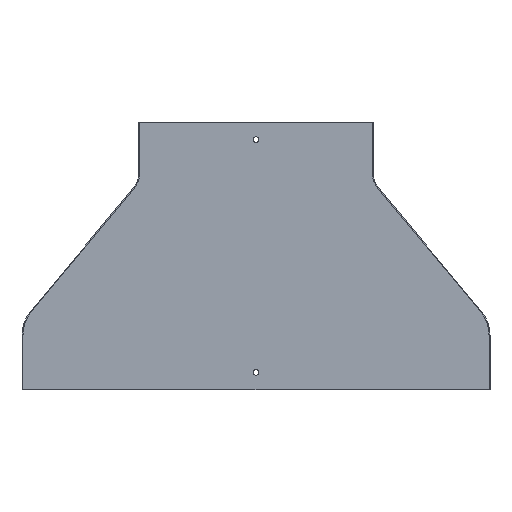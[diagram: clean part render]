
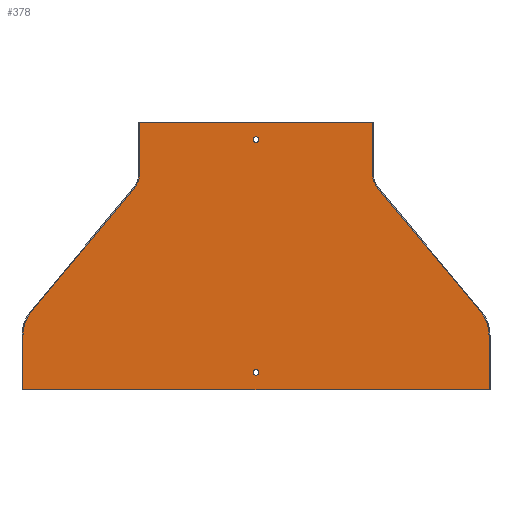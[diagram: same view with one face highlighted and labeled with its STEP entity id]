
A CAD part, front view. The second image highlights one B-rep face of the part: STEP entity #378.
In plain terms, the highlighted planar face has unit normal (0, -1, 0).
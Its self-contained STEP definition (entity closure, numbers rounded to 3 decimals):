
#35 = LINE ( 'NONE', #769, #38 ) ;
#38 = VECTOR ( 'NONE', #770, 1000. ) ;
#55 = LINE ( 'NONE', #814, #67 ) ;
#62 = LINE ( 'NONE', #818, #69 ) ;
#64 = CIRCLE ( 'NONE', #711, 2.5 ) ;
#65 = CIRCLE ( 'NONE', #712, 2.5 ) ;
#66 = CIRCLE ( 'NONE', #713, 18.8 ) ;
#67 = VECTOR ( 'NONE', #806, 1000. ) ;
#68 = CIRCLE ( 'NONE', #714, 18.8 ) ;
#69 = VECTOR ( 'NONE', #819, 1000. ) ;
#70 = LINE ( 'NONE', #799, #72 ) ;
#71 = CIRCLE ( 'NONE', #715, 31.2 ) ;
#72 = VECTOR ( 'NONE', #810, 1000. ) ;
#73 = LINE ( 'NONE', #820, #75 ) ;
#74 = LINE ( 'NONE', #830, #77 ) ;
#75 = VECTOR ( 'NONE', #821, 1000. ) ;
#76 = CIRCLE ( 'NONE', #716, 31.2 ) ;
#77 = VECTOR ( 'NONE', #831, 1000. ) ;
#78 = LINE ( 'NONE', #825, #80 ) ;
#80 = VECTOR ( 'NONE', #826, 1000. ) ;
#124 = VERTEX_POINT ( 'NONE', #888 ) ;
#125 = VERTEX_POINT ( 'NONE', #889 ) ;
#171 = VERTEX_POINT ( 'NONE', #594 ) ;
#186 = DIRECTION ( 'NONE',  ( 1., 0., 0. ) ) ;
#190 = ORIENTED_EDGE ( 'NONE', *, *, #639, .T. ) ;
#191 = ORIENTED_EDGE ( 'NONE', *, *, #638, .T. ) ;
#192 = ORIENTED_EDGE ( 'NONE', *, *, #637, .T. ) ;
#193 = ORIENTED_EDGE ( 'NONE', *, *, #636, .T. ) ;
#283 = EDGE_LOOP ( 'NONE', ( #192 ) ) ;
#289 = EDGE_LOOP ( 'NONE', ( #191, #190, #961, #960, #942, #940, #944, #935, #957, #969, #968, #966 ) ) ;
#295 = EDGE_LOOP ( 'NONE', ( #193 ) ) ;
#328 = VERTEX_POINT ( 'NONE', #476 ) ;
#329 = VERTEX_POINT ( 'NONE', #469 ) ;
#330 = VERTEX_POINT ( 'NONE', #465 ) ;
#332 = VERTEX_POINT ( 'NONE', #464 ) ;
#336 = VERTEX_POINT ( 'NONE', #455 ) ;
#337 = VERTEX_POINT ( 'NONE', #451 ) ;
#340 = VERTEX_POINT ( 'NONE', #579 ) ;
#341 = VERTEX_POINT ( 'NONE', #578 ) ;
#342 = VERTEX_POINT ( 'NONE', #577 ) ;
#344 = VERTEX_POINT ( 'NONE', #575 ) ;
#369 = VECTOR ( 'NONE', #186, 1000. ) ;
#373 = LINE ( 'NONE', #471, #369 ) ;
#378 = ADVANCED_FACE ( 'NONE', ( #425, #416, #427 ), #527, .F. ) ;
#416 = FACE_BOUND ( 'NONE', #283, .T. ) ;
#425 = FACE_BOUND ( 'NONE', #295, .T. ) ;
#427 = FACE_OUTER_BOUND ( 'NONE', #289, .T. ) ;
#429 = VERTEX_POINT ( 'NONE', #518 ) ;
#451 = CARTESIAN_POINT ( 'NONE',  ( 200.2, 0., -182.965 ) ) ;
#455 = CARTESIAN_POINT ( 'NONE',  ( 104.557, 0., -56.898 ) ) ;
#464 = CARTESIAN_POINT ( 'NONE',  ( -100.2, 0., -44.863 ) ) ;
#465 = CARTESIAN_POINT ( 'NONE',  ( 100.2, 0., -44.863 ) ) ;
#469 = CARTESIAN_POINT ( 'NONE',  ( -200.2, 0., -230. ) ) ;
#471 = CARTESIAN_POINT ( 'NONE',  ( -101., 0., 0. ) ) ;
#476 = CARTESIAN_POINT ( 'NONE',  ( 200.2, 0., -230. ) ) ;
#481 = CARTESIAN_POINT ( 'NONE',  ( -119., 0., -44.863 ) ) ;
#518 = CARTESIAN_POINT ( 'NONE',  ( -100.2, 0., 0. ) ) ;
#525 = DIRECTION ( 'NONE',  ( 0., 0., 1. ) ) ;
#527 = PLANE ( 'NONE',  #677 ) ;
#551 = DIRECTION ( 'NONE',  ( 0., 1., 0. ) ) ;
#575 = CARTESIAN_POINT ( 'NONE',  ( 192.969, 0., -162.991 ) ) ;
#577 = CARTESIAN_POINT ( 'NONE',  ( -200.2, 0., -182.965 ) ) ;
#578 = CARTESIAN_POINT ( 'NONE',  ( -192.969, 0., -162.991 ) ) ;
#579 = CARTESIAN_POINT ( 'NONE',  ( -104.557, 0., -56.898 ) ) ;
#594 = CARTESIAN_POINT ( 'NONE',  ( 100.2, 0., 0. ) ) ;
#601 = EDGE_CURVE ( 'NONE', #429, #171, #373, .T. ) ;
#620 = EDGE_CURVE ( 'NONE', #328, #329, #35, .T. ) ;
#636 = EDGE_CURVE ( 'NONE', #124, #124, #64, .T. ) ;
#637 = EDGE_CURVE ( 'NONE', #125, #125, #65, .T. ) ;
#638 = EDGE_CURVE ( 'NONE', #336, #330, #66, .T. ) ;
#639 = EDGE_CURVE ( 'NONE', #330, #171, #55, .T. ) ;
#640 = EDGE_CURVE ( 'NONE', #429, #332, #62, .T. ) ;
#641 = EDGE_CURVE ( 'NONE', #332, #340, #68, .T. ) ;
#642 = EDGE_CURVE ( 'NONE', #340, #341, #70, .T. ) ;
#643 = EDGE_CURVE ( 'NONE', #341, #342, #71, .T. ) ;
#644 = EDGE_CURVE ( 'NONE', #342, #329, #73, .T. ) ;
#645 = EDGE_CURVE ( 'NONE', #328, #337, #74, .T. ) ;
#646 = EDGE_CURVE ( 'NONE', #337, #344, #76, .T. ) ;
#647 = EDGE_CURVE ( 'NONE', #344, #336, #78, .T. ) ;
#677 = AXIS2_PLACEMENT_3D ( 'NONE', #481, #551, #525 ) ;
#711 = AXIS2_PLACEMENT_3D ( 'NONE', #807, #808, #809 ) ;
#712 = AXIS2_PLACEMENT_3D ( 'NONE', #811, #812, #813 ) ;
#713 = AXIS2_PLACEMENT_3D ( 'NONE', #815, #816, #817 ) ;
#714 = AXIS2_PLACEMENT_3D ( 'NONE', #822, #823, #824 ) ;
#715 = AXIS2_PLACEMENT_3D ( 'NONE', #827, #828, #829 ) ;
#716 = AXIS2_PLACEMENT_3D ( 'NONE', #833, #834, #835 ) ;
#769 = CARTESIAN_POINT ( 'NONE',  ( -201., 0., -230. ) ) ;
#770 = DIRECTION ( 'NONE',  ( -1., 0., 0. ) ) ;
#799 = CARTESIAN_POINT ( 'NONE',  ( -104.557, 0., -56.898 ) ) ;
#806 = DIRECTION ( 'NONE',  ( 0., 0., 1. ) ) ;
#807 = CARTESIAN_POINT ( 'NONE',  ( 0., 0., -15. ) ) ;
#808 = DIRECTION ( 'NONE',  ( 0., 1., 0. ) ) ;
#809 = DIRECTION ( 'NONE',  ( 0., 0., 1. ) ) ;
#810 = DIRECTION ( 'NONE',  ( -0.64, 0., -0.768 ) ) ;
#811 = CARTESIAN_POINT ( 'NONE',  ( 0., 0., -215. ) ) ;
#812 = DIRECTION ( 'NONE',  ( 0., 1., 0. ) ) ;
#813 = DIRECTION ( 'NONE',  ( 0., 0., 1. ) ) ;
#814 = CARTESIAN_POINT ( 'NONE',  ( 100.2, 0., -44.863 ) ) ;
#815 = CARTESIAN_POINT ( 'NONE',  ( 119., 0., -44.863 ) ) ;
#816 = DIRECTION ( 'NONE',  ( 0., 1., 0. ) ) ;
#817 = DIRECTION ( 'NONE',  ( 0., 0., 1. ) ) ;
#818 = CARTESIAN_POINT ( 'NONE',  ( -100.2, 0., -44.863 ) ) ;
#819 = DIRECTION ( 'NONE',  ( 0., 0., -1. ) ) ;
#820 = CARTESIAN_POINT ( 'NONE',  ( -200.2, 0., -44.863 ) ) ;
#821 = DIRECTION ( 'NONE',  ( 0., 0., -1. ) ) ;
#822 = CARTESIAN_POINT ( 'NONE',  ( -119., 0., -44.863 ) ) ;
#823 = DIRECTION ( 'NONE',  ( 0., 1., 0. ) ) ;
#824 = DIRECTION ( 'NONE',  ( 0., 0., 1. ) ) ;
#825 = CARTESIAN_POINT ( 'NONE',  ( 7.016, 0., 60.151 ) ) ;
#826 = DIRECTION ( 'NONE',  ( -0.64, 0., 0.768 ) ) ;
#827 = CARTESIAN_POINT ( 'NONE',  ( -169., 0., -182.965 ) ) ;
#828 = DIRECTION ( 'NONE',  ( 0., -1., 0. ) ) ;
#829 = DIRECTION ( 'NONE',  ( 0., 0., 1. ) ) ;
#830 = CARTESIAN_POINT ( 'NONE',  ( 200.2, 0., -44.863 ) ) ;
#831 = DIRECTION ( 'NONE',  ( 0., 0., 1. ) ) ;
#833 = CARTESIAN_POINT ( 'NONE',  ( 169., 0., -182.965 ) ) ;
#834 = DIRECTION ( 'NONE',  ( 0., -1., 0. ) ) ;
#835 = DIRECTION ( 'NONE',  ( 0., 0., 1. ) ) ;
#888 = CARTESIAN_POINT ( 'NONE',  ( 0., 0., -12.5 ) ) ;
#889 = CARTESIAN_POINT ( 'NONE',  ( 0., 0., -212.5 ) ) ;
#935 = ORIENTED_EDGE ( 'NONE', *, *, #644, .T. ) ;
#940 = ORIENTED_EDGE ( 'NONE', *, *, #642, .T. ) ;
#942 = ORIENTED_EDGE ( 'NONE', *, *, #641, .T. ) ;
#944 = ORIENTED_EDGE ( 'NONE', *, *, #643, .T. ) ;
#957 = ORIENTED_EDGE ( 'NONE', *, *, #620, .F. ) ;
#960 = ORIENTED_EDGE ( 'NONE', *, *, #640, .T. ) ;
#961 = ORIENTED_EDGE ( 'NONE', *, *, #601, .F. ) ;
#966 = ORIENTED_EDGE ( 'NONE', *, *, #647, .T. ) ;
#968 = ORIENTED_EDGE ( 'NONE', *, *, #646, .T. ) ;
#969 = ORIENTED_EDGE ( 'NONE', *, *, #645, .T. ) ;
